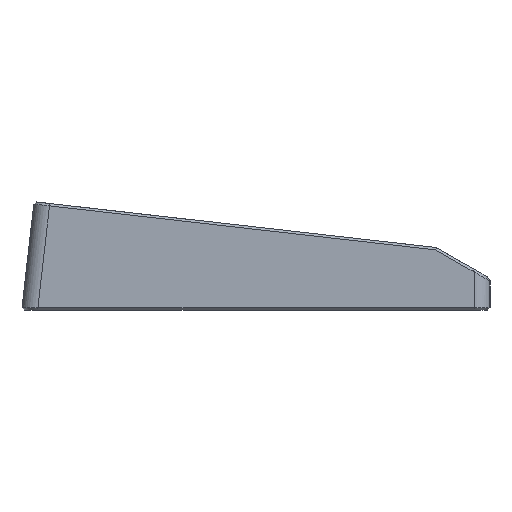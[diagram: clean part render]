
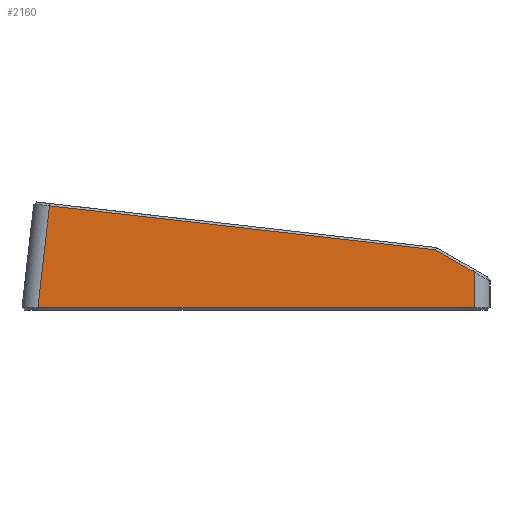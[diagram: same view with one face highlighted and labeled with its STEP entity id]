
A CAD part, left-side view. The second image highlights one B-rep face of the part: STEP entity #2160.
In plain terms, the highlighted planar face has unit normal (-1, 0, 0).
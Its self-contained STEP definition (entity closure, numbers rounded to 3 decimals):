
#41=B_SPLINE_CURVE_WITH_KNOTS('',3,(#3618,#3619,#3620,#3621),
 .UNSPECIFIED.,.F.,.F.,(4,4),(-1.571,-1.496),
 .UNSPECIFIED.);
#100=PLANE('',#2337);
#193=FACE_OUTER_BOUND('',#342,.T.);
#342=EDGE_LOOP('',(#1673,#1674,#1675,#1676,#1677,#1678));
#466=LINE('',#3286,#652);
#494=LINE('',#3485,#680);
#496=LINE('',#3489,#682);
#516=LINE('',#3647,#702);
#521=LINE('',#3666,#707);
#652=VECTOR('',#2597,10.);
#680=VECTOR('',#2667,10.);
#682=VECTOR('',#2671,10.);
#702=VECTOR('',#2721,10.);
#707=VECTOR('',#2738,10.);
#959=VERTEX_POINT('',#3279);
#962=VERTEX_POINT('',#3284);
#994=VERTEX_POINT('',#3482);
#995=VERTEX_POINT('',#3484);
#996=VERTEX_POINT('',#3488);
#1006=VERTEX_POINT('',#3568);
#1173=EDGE_CURVE('',#962,#959,#466,.T.);
#1220=EDGE_CURVE('',#994,#995,#494,.T.);
#1222=EDGE_CURVE('',#995,#996,#496,.T.);
#1243=EDGE_CURVE('',#996,#1006,#41,.T.);
#1255=EDGE_CURVE('',#959,#994,#516,.T.);
#1264=EDGE_CURVE('',#1006,#962,#521,.T.);
#1673=ORIENTED_EDGE('',*,*,#1173,.F.);
#1674=ORIENTED_EDGE('',*,*,#1264,.F.);
#1675=ORIENTED_EDGE('',*,*,#1243,.F.);
#1676=ORIENTED_EDGE('',*,*,#1222,.F.);
#1677=ORIENTED_EDGE('',*,*,#1220,.F.);
#1678=ORIENTED_EDGE('',*,*,#1255,.F.);
#2160=ADVANCED_FACE('',(#193),#100,.T.);
#2337=AXIS2_PLACEMENT_3D('',#3667,#2739,#2740);
#2597=DIRECTION('',(0.,1.,0.));
#2667=DIRECTION('',(0.,-0.994,-0.113));
#2671=DIRECTION('',(0.,-0.866,-0.5));
#2721=DIRECTION('',(0.,-0.113,0.994));
#2738=DIRECTION('',(0.,0.,-1.));
#2739=DIRECTION('center_axis',(-1.,0.,0.));
#2740=DIRECTION('ref_axis',(0.,0.,1.));
#3279=CARTESIAN_POINT('',(-5.,143.171,0.866));
#3284=CARTESIAN_POINT('',(-5.,5.038,0.866));
#3286=CARTESIAN_POINT('',(-5.,37.1,0.866));
#3482=CARTESIAN_POINT('',(-5.,139.499,33.088));
#3484=CARTESIAN_POINT('',(-5.,17.246,19.159));
#3485=CARTESIAN_POINT('',(-5.,108.844,29.595));
#3488=CARTESIAN_POINT('',(-5.,5.413,12.327));
#3489=CARTESIAN_POINT('',(-5.,38.246,31.283));
#3568=CARTESIAN_POINT('',(-5.,5.038,12.111));
#3618=CARTESIAN_POINT('Ctrl Pts',(-5.,5.413,12.327));
#3619=CARTESIAN_POINT('Ctrl Pts',(-5.,5.288,12.255));
#3620=CARTESIAN_POINT('Ctrl Pts',(-5.,5.163,12.183));
#3621=CARTESIAN_POINT('Ctrl Pts',(-5.,5.038,12.111));
#3647=CARTESIAN_POINT('',(-5.,141.882,12.179));
#3666=CARTESIAN_POINT('',(-5.,5.038,13.674));
#3667=CARTESIAN_POINT('Origin',(-5.,74.163,17.258));
